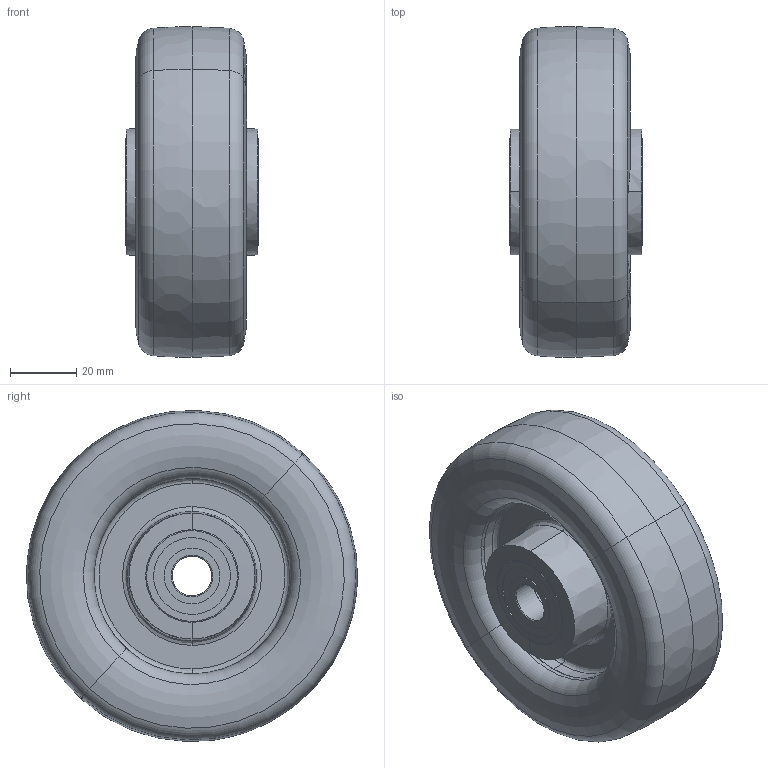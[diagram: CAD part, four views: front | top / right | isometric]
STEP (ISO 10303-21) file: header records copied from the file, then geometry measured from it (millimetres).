
FILE_DESCRIPTION (( 'STEP AP214' ), '1' );
FILE_NAME ('0022798.step', '2022-05-19T09:08:22', ( '' ), ( '' ), 'SwSTEP 2.0', 'SolidWorks 2020', '' );
FILE_SCHEMA (( 'AUTOMOTIVE_DESIGN' ));
Length unit declared in the file: millimetre
Products named in the file (1): 0022798
Bounding box: 40.1 x 99.93 x 99.93 mm (x, y, z)
Volume: 210809.8 mm3; surface area: 74705.3 mm2
Topology: 13 solids, 13 shells, 404 faces, 1019 edges, 645 vertices
Faces by surface type: bspline 116, plane 94, torus 72, cylinder 70, cone 52
Entity records: 19844 total; most frequent: CARTESIAN_POINT 6215, ORIENTED_EDGE 2038, DIRECTION 1802, EDGE_CURVE 1019, AXIS2_PLACEMENT_3D 784, VERTEX_POINT 645, CIRCLE 495, EDGE_LOOP 434
